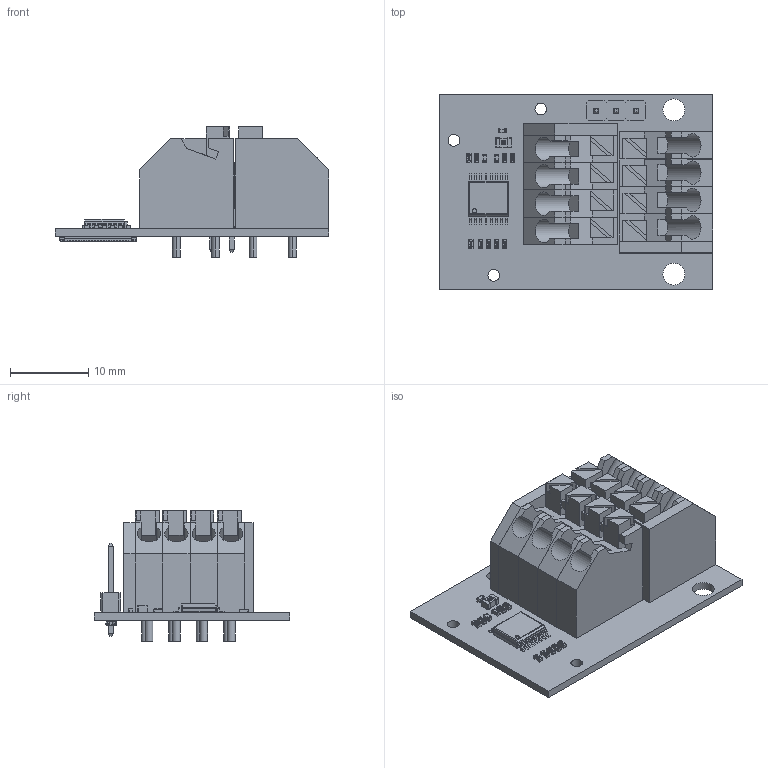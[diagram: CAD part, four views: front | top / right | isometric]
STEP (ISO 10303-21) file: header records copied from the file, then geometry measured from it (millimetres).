
FILE_DESCRIPTION(('Open CASCADE Model'),'2;1');
FILE_NAME('Open CASCADE Shape Model','2021-03-29T19:04:34',('Author'),( 'Open CASCADE'),'Open CASCADE STEP processor 6.8','Open CASCADE 6.8' ,'Unknown');
FILE_SCHEMA(('AUTOMOTIVE_DESIGN { 1 0 10303 214 1 1 1 1 }'));
Length unit declared in the file: millimetre
Products named in the file (32): PCB; Board; Open CASCADE STEP translator 6.8 5.1.1; R9; RES_1005-0402; R8; J4; gsl002b-3_5-04p_20200529; J3; pin_header_3pin_male; U1; 21011464240; Open_CASCADE_STEP_translator_6.8_4.1; Body; Open_CASCADE_STEP_translator_6.8_4.2.1; Leader; R7; R6; R5; R4; R3; R2; R1; J2; J1; axe640124; C4; C0402; C3; C0805; C2; C1
Assembly tree (57 placements, depth 5):
  PCB
    Board
      Open CASCADE STEP translator 6.8 5.1.1
    R9
      RES_1005-0402
    R8
      RES_1005-0402
    J4
      gsl002b-3_5-04p_20200529
    J3
      pin_header_3pin_male
    U1
      21011464240
        Open_CASCADE_STEP_translator_6.8_4.1
        Body
          Open_CASCADE_STEP_translator_6.8_4.2.1
        Leader  x16
    R7
      RES_1005-0402
    R6
      RES_1005-0402
    R5
      RES_1005-0402
    R4
      RES_1005-0402
    R3
      RES_1005-0402
    R2
      RES_1005-0402
    R1
      RES_1005-0402
    J2
      gsl002b-3_5-04p_20200529
    J1
      axe640124
    C4
      C0402
    C3
      C0805
    C2
      C0402
    C1
      C0402
Bounding box: 35 x 25 x 16.65 mm (x, y, z)
Volume: 4444.6 mm3; surface area: 7039.7 mm2
Topology: 70 solids, 71 shells, 2691 faces, 6692 edges, 4191 vertices
Faces by surface type: plane 1904, bspline 383, cylinder 332, sphere 64, cone 4, torus 4
Full cylindrical faces by diameter (mm): 0.562 x1, 0.914 x3, 1.2 x8, 1.5 x3, 2.8 x2
Entity records: 47051 total; most frequent: CARTESIAN_POINT 11921, ORIENTED_EDGE 7037, DIRECTION 6194, EDGE_CURVE 3519, LINE 2714, VECTOR 2714, VERTEX_POINT 2233, AXIS2_PLACEMENT_3D 1740
